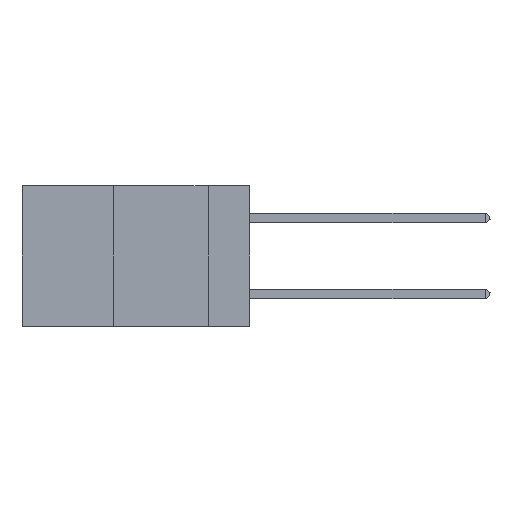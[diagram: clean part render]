
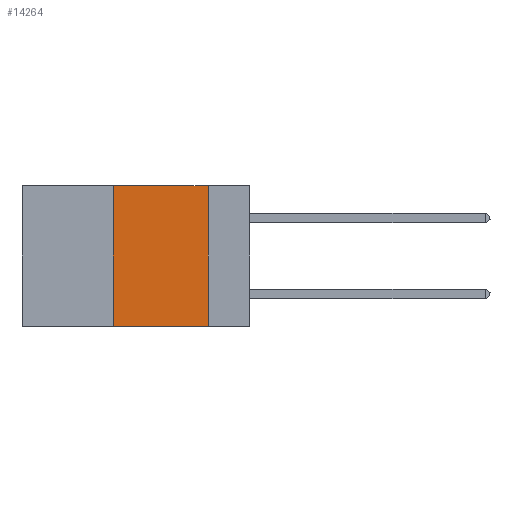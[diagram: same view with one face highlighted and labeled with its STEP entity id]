
A CAD part, left-side view. The second image highlights one B-rep face of the part: STEP entity #14264.
In plain terms, the highlighted planar face has unit normal (-1, 0, 0).
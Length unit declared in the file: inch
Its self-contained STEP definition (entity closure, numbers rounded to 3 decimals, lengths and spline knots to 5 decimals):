
#258 = DIRECTION ( 'NONE',  ( 0., -1., 0. ) ) ;
#830 = PLANE ( 'NONE',  #15954 ) ;
#2831 = VECTOR ( 'NONE', #6773, 39.37008 ) ;
#2857 = VERTEX_POINT ( 'NONE', #14847 ) ;
#3189 = EDGE_LOOP ( 'NONE', ( #5340, #7041, #16590, #11791 ) ) ;
#4310 = VERTEX_POINT ( 'NONE', #12438 ) ;
#4634 = VECTOR ( 'NONE', #258, 39.37008 ) ;
#4989 = CARTESIAN_POINT ( 'NONE',  ( 0., 0.6, 0. ) ) ;
#5340 = ORIENTED_EDGE ( 'NONE', *, *, #16071, .F. ) ;
#6121 = EDGE_CURVE ( 'NONE', #15318, #10208, #14442, .T. ) ;
#6436 = EDGE_CURVE ( 'NONE', #4310, #15318, #9048, .T. ) ;
#6629 = LINE ( 'NONE', #15215, #9837 ) ;
#6773 = DIRECTION ( 'NONE',  ( 0., -1., 0. ) ) ;
#7041 = ORIENTED_EDGE ( 'NONE', *, *, #6121, .F. ) ;
#7710 = DIRECTION ( 'NONE',  ( 1., 0., 0. ) ) ;
#8214 = CARTESIAN_POINT ( 'NONE',  ( 0., 0.11, 0. ) ) ;
#8519 = CARTESIAN_POINT ( 'NONE',  ( 0., 0.6, -0.37 ) ) ;
#9048 = LINE ( 'NONE', #15359, #11782 ) ;
#9837 = VECTOR ( 'NONE', #13893, 39.37008 ) ;
#10110 = DIRECTION ( 'NONE',  ( 0., 0., 1. ) ) ;
#10208 = VERTEX_POINT ( 'NONE', #8214 ) ;
#11409 = LINE ( 'NONE', #8519, #4634 ) ;
#11782 = VECTOR ( 'NONE', #10110, 39.37008 ) ;
#11791 = ORIENTED_EDGE ( 'NONE', *, *, #14858, .T. ) ;
#12438 = CARTESIAN_POINT ( 'NONE',  ( 0., 0.36, -0.37 ) ) ;
#12457 = CARTESIAN_POINT ( 'NONE',  ( 0., 0.36, 0. ) ) ;
#13494 = CARTESIAN_POINT ( 'NONE',  ( 0., 0.6, 0. ) ) ;
#13893 = DIRECTION ( 'NONE',  ( 0., 0., -1. ) ) ;
#14264 = ADVANCED_FACE ( 'NONE', ( #14300 ), #830, .F. ) ;
#14300 = FACE_OUTER_BOUND ( 'NONE', #3189, .T. ) ;
#14442 = LINE ( 'NONE', #13494, #2831 ) ;
#14847 = CARTESIAN_POINT ( 'NONE',  ( 0., 0.11, -0.37 ) ) ;
#14858 = EDGE_CURVE ( 'NONE', #4310, #2857, #11409, .T. ) ;
#15215 = CARTESIAN_POINT ( 'NONE',  ( 0., 0.11, 0. ) ) ;
#15318 = VERTEX_POINT ( 'NONE', #12457 ) ;
#15359 = CARTESIAN_POINT ( 'NONE',  ( 0., 0.36, 0. ) ) ;
#15954 = AXIS2_PLACEMENT_3D ( 'NONE', #4989, #7710, #16938 ) ;
#16071 = EDGE_CURVE ( 'NONE', #10208, #2857, #6629, .T. ) ;
#16590 = ORIENTED_EDGE ( 'NONE', *, *, #6436, .F. ) ;
#16938 = DIRECTION ( 'NONE',  ( 0., 0., -1. ) ) ;
